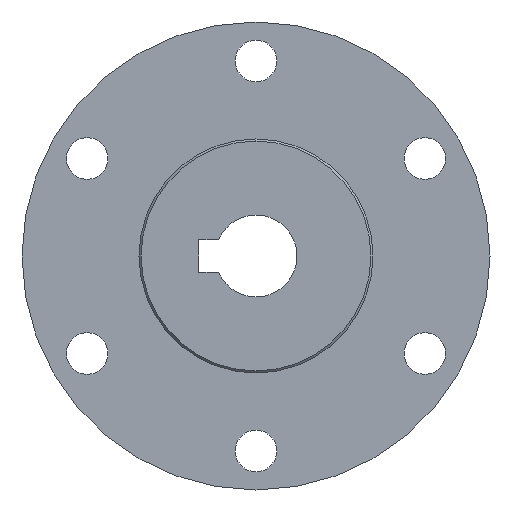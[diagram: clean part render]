
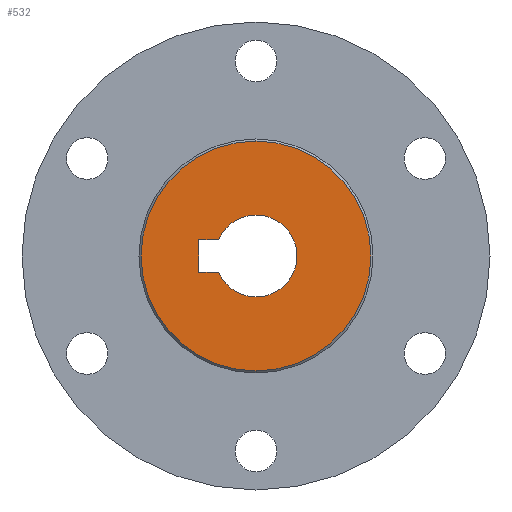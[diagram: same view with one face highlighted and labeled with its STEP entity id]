
A CAD part, left-side view. The second image highlights one B-rep face of the part: STEP entity #532.
In plain terms, the highlighted planar face has unit normal (-1, 0, 0).
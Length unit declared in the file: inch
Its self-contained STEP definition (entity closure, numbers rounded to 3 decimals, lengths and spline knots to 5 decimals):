
#10 = EDGE_CURVE ( 'NONE', #599, #661, #738, .T. ) ;
#29 = AXIS2_PLACEMENT_3D ( 'NONE', #550, #558, #583 ) ;
#55 = EDGE_CURVE ( 'NONE', #607, #595, #1025, .T. ) ;
#78 = AXIS2_PLACEMENT_3D ( 'NONE', #364, #320, #324 ) ;
#125 = EDGE_CURVE ( 'NONE', #651, #649, #1005, .T. ) ;
#131 = AXIS2_PLACEMENT_3D ( 'NONE', #396, #333, #482 ) ;
#138 = EDGE_CURVE ( 'NONE', #613, #607, #672, .T. ) ;
#141 = EDGE_CURVE ( 'NONE', #661, #599, #777, .T. ) ;
#154 = EDGE_CURVE ( 'NONE', #630, #613, #998, .T. ) ;
#161 = EDGE_CURVE ( 'NONE', #595, #651, #996, .T. ) ;
#164 = AXIS2_PLACEMENT_3D ( 'NONE', #506, #448, #373 ) ;
#169 = AXIS2_PLACEMENT_3D ( 'NONE', #480, #502, #366 ) ;
#177 = EDGE_CURVE ( 'NONE', #649, #630, #946, .T. ) ;
#194 = AXIS2_PLACEMENT_3D ( 'NONE', #1109, #1097, #1038 ) ;
#204 = CARTESIAN_POINT ( 'NONE',  ( -0.72819, 0.27559, 0.07874 ) ) ;
#212 = CARTESIAN_POINT ( 'NONE',  ( -0.72819, 0., -0.5525 ) ) ;
#220 = CARTESIAN_POINT ( 'NONE',  ( -0.72819, 0.27559, -0.07874 ) ) ;
#306 = CARTESIAN_POINT ( 'NONE',  ( -0.72819, 0., 0.5525 ) ) ;
#310 = CARTESIAN_POINT ( 'NONE',  ( -0.72819, 0.18042, -0.07874 ) ) ;
#311 = DIRECTION ( 'NONE',  ( 0., 0., -1. ) ) ;
#312 = CARTESIAN_POINT ( 'NONE',  ( -0.72819, 0., -0.19685 ) ) ;
#320 = DIRECTION ( 'NONE',  ( -1., 0., 0. ) ) ;
#324 = DIRECTION ( 'NONE',  ( 0., 0., 1. ) ) ;
#333 = DIRECTION ( 'NONE',  ( -1., 0., 0. ) ) ;
#364 = CARTESIAN_POINT ( 'NONE',  ( -0.72819, 0., 0. ) ) ;
#366 = DIRECTION ( 'NONE',  ( 0., 0., 1. ) ) ;
#371 = CARTESIAN_POINT ( 'NONE',  ( -0.72819, 0.18042, 0.07874 ) ) ;
#373 = DIRECTION ( 'NONE',  ( 0., 0., 1. ) ) ;
#389 = CARTESIAN_POINT ( 'NONE',  ( -0.72819, 0., 0.19685 ) ) ;
#396 = CARTESIAN_POINT ( 'NONE',  ( -0.72819, 0., 0. ) ) ;
#426 = CARTESIAN_POINT ( 'NONE',  ( -0.72819, 0.27559, -0.07874 ) ) ;
#447 = CARTESIAN_POINT ( 'NONE',  ( -0.72819, 0.27559, 0.07874 ) ) ;
#448 = DIRECTION ( 'NONE',  ( -1., 0., 0. ) ) ;
#454 = DIRECTION ( 'NONE',  ( 0., -1., 0. ) ) ;
#480 = CARTESIAN_POINT ( 'NONE',  ( -0.72819, 0., 0. ) ) ;
#482 = DIRECTION ( 'NONE',  ( 0., 0., 1. ) ) ;
#492 = CARTESIAN_POINT ( 'NONE',  ( -0.72819, 0.18042, -0.07874 ) ) ;
#498 = PLANE ( 'NONE',  #78 ) ;
#502 = DIRECTION ( 'NONE',  ( -1., 0., 0. ) ) ;
#506 = CARTESIAN_POINT ( 'NONE',  ( -0.72819, 0., 0. ) ) ;
#511 = DIRECTION ( 'NONE',  ( 0., 1., 0. ) ) ;
#532 = ADVANCED_FACE ( 'NONE', ( #1153, #1224 ), #498, .T. ) ;
#550 = CARTESIAN_POINT ( 'NONE',  ( -0.72819, 0., 0. ) ) ;
#558 = DIRECTION ( 'NONE',  ( -1., 0., 0. ) ) ;
#583 = DIRECTION ( 'NONE',  ( 0., 0., 1. ) ) ;
#595 = VERTEX_POINT ( 'NONE', #371 ) ;
#599 = VERTEX_POINT ( 'NONE', #306 ) ;
#607 = VERTEX_POINT ( 'NONE', #389 ) ;
#613 = VERTEX_POINT ( 'NONE', #312 ) ;
#630 = VERTEX_POINT ( 'NONE', #310 ) ;
#649 = VERTEX_POINT ( 'NONE', #220 ) ;
#651 = VERTEX_POINT ( 'NONE', #204 ) ;
#661 = VERTEX_POINT ( 'NONE', #212 ) ;
#672 = CIRCLE ( 'NONE', #169, 0.19685 ) ;
#738 = CIRCLE ( 'NONE', #29, 0.5525 ) ;
#760 = VECTOR ( 'NONE', #311, 39.37008 ) ;
#777 = CIRCLE ( 'NONE', #164, 0.5525 ) ;
#830 = ORIENTED_EDGE ( 'NONE', *, *, #138, .F. ) ;
#835 = EDGE_LOOP ( 'NONE', ( #905, #844 ) ) ;
#844 = ORIENTED_EDGE ( 'NONE', *, *, #10, .T. ) ;
#851 = ORIENTED_EDGE ( 'NONE', *, *, #161, .F. ) ;
#852 = ORIENTED_EDGE ( 'NONE', *, *, #177, .F. ) ;
#865 = ORIENTED_EDGE ( 'NONE', *, *, #125, .F. ) ;
#888 = ORIENTED_EDGE ( 'NONE', *, *, #55, .F. ) ;
#905 = ORIENTED_EDGE ( 'NONE', *, *, #141, .T. ) ;
#939 = ORIENTED_EDGE ( 'NONE', *, *, #154, .F. ) ;
#946 = LINE ( 'NONE', #492, #1214 ) ;
#990 = EDGE_LOOP ( 'NONE', ( #851, #888, #830, #939, #852, #865 ) ) ;
#996 = LINE ( 'NONE', #447, #1163 ) ;
#998 = CIRCLE ( 'NONE', #131, 0.19685 ) ;
#1005 = LINE ( 'NONE', #426, #760 ) ;
#1025 = CIRCLE ( 'NONE', #194, 0.19685 ) ;
#1038 = DIRECTION ( 'NONE',  ( 0., 0., 1. ) ) ;
#1097 = DIRECTION ( 'NONE',  ( -1., 0., 0. ) ) ;
#1109 = CARTESIAN_POINT ( 'NONE',  ( -0.72819, 0., 0. ) ) ;
#1153 = FACE_OUTER_BOUND ( 'NONE', #835, .T. ) ;
#1163 = VECTOR ( 'NONE', #511, 39.37008 ) ;
#1214 = VECTOR ( 'NONE', #454, 39.37008 ) ;
#1224 = FACE_BOUND ( 'NONE', #990, .T. ) ;
